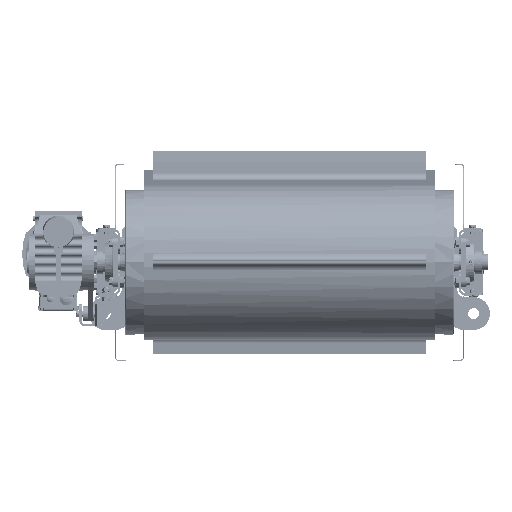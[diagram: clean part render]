
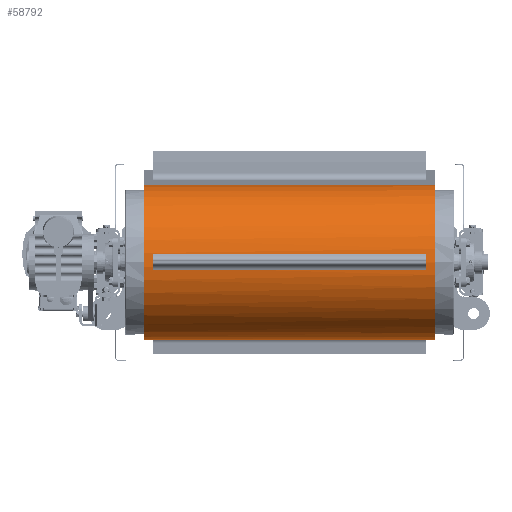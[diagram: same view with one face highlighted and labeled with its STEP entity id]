
A CAD part, left-side view. The second image highlights one B-rep face of the part: STEP entity #58792.
In plain terms, the highlighted cylindrical face has radius 213 mm (diameter 426 mm), a partial arc.
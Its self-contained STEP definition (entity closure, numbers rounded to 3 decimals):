
#2837=B_SPLINE_CURVE_WITH_KNOTS('',3,(#177831,#177832,#177833,#177834,#177835,
#177836,#177837,#177838,#177839,#177840,#177841,#177842,#177843,#177844),
 .UNSPECIFIED.,.F.,.F.,(4,1,1,1,1,1,1,1,1,1,1,4),(0.,0.106,0.182,
0.273,0.364,0.455,0.545,
0.636,0.727,0.818,0.894,
1.),.UNSPECIFIED.);
#7397=CYLINDRICAL_SURFACE('',#126058,213.);
#9914=FACE_OUTER_BOUND('',#17020,.F.);
#17020=EDGE_LOOP('',(#25843,#25844,#25845,#25846,#25847,#25848));
#25843=ORIENTED_EDGE('',*,*,#94255,.T.);
#25844=ORIENTED_EDGE('',*,*,#94220,.T.);
#25845=ORIENTED_EDGE('',*,*,#94213,.F.);
#25846=ORIENTED_EDGE('',*,*,#94239,.T.);
#25847=ORIENTED_EDGE('',*,*,#94205,.T.);
#25848=ORIENTED_EDGE('',*,*,#94237,.T.);
#58792=ADVANCED_FACE('',(#9914),#7397,.T.);
#71050=CIRCLE('',#125913,213.);
#71054=CIRCLE('',#125917,213.);
#71056=CIRCLE('',#125919,213.);
#77515=LINE('',#177781,#85856);
#77523=LINE('',#177789,#85864);
#85856=VECTOR('',#140444,800.);
#85864=VECTOR('',#140452,800.);
#94205=EDGE_CURVE('',#111049,#111048,#77515,.T.);
#94213=EDGE_CURVE('',#111043,#111042,#77523,.T.);
#94220=EDGE_CURVE('',#111037,#111042,#71050,.T.);
#94237=EDGE_CURVE('',#111048,#111021,#71054,.T.);
#94239=EDGE_CURVE('',#111043,#111049,#71056,.T.);
#94255=EDGE_CURVE('',#111021,#111037,#2837,.T.);
#111021=VERTEX_POINT('',#177675);
#111037=VERTEX_POINT('',#177691);
#111042=VERTEX_POINT('',#177696);
#111043=VERTEX_POINT('',#177697);
#111048=VERTEX_POINT('',#177702);
#111049=VERTEX_POINT('',#177703);
#125913=AXIS2_PLACEMENT_3D('',#177796,#140459,#140460);
#125917=AXIS2_PLACEMENT_3D('',#177813,#140480,#140481);
#125919=AXIS2_PLACEMENT_3D('',#177815,#140484,#140485);
#126058=AXIS2_PLACEMENT_3D('',#178186,#140966,#140967);
#140444=DIRECTION('',(0.,-1.,0.));
#140452=DIRECTION('',(0.,-1.,0.));
#140459=DIRECTION('',(0.,-1.,0.));
#140460=DIRECTION('',(-1.,0.,-0.005));
#140480=DIRECTION('',(0.,-1.,0.));
#140481=DIRECTION('',(-0.057,0.,0.998));
#140484=DIRECTION('',(0.,1.,0.));
#140485=DIRECTION('',(0.058,0.,-0.998));
#140966=DIRECTION('',(0.,-1.,0.));
#140967=DIRECTION('',(0.03,0.,1.));
#177675=CARTESIAN_POINT('',(-1227.998,-400.,1.));
#177691=CARTESIAN_POINT('',(-1227.998,-400.,-1.));
#177696=CARTESIAN_POINT('',(-1002.707,-400.,-212.645));
#177697=CARTESIAN_POINT('',(-1002.707,400.,-212.645));
#177702=CARTESIAN_POINT('',(-1027.098,-400.,212.656));
#177703=CARTESIAN_POINT('',(-1027.098,400.,212.656));
#177781=CARTESIAN_POINT('',(-1027.098,400.,212.656));
#177789=CARTESIAN_POINT('',(-1002.707,400.,-212.645));
#177796=CARTESIAN_POINT('',(-1015.,-400.,0.));
#177813=CARTESIAN_POINT('',(-1015.,-400.,0.));
#177815=CARTESIAN_POINT('',(-1015.,400.,0.));
#177831=CARTESIAN_POINT('',(-1227.998,-400.,1.));
#177832=CARTESIAN_POINT('',(-1227.998,-399.889,1.));
#177833=CARTESIAN_POINT('',(-1227.998,-399.699,0.968));
#177834=CARTESIAN_POINT('',(-1227.998,-399.44,0.842));
#177835=CARTESIAN_POINT('',(-1227.999,-399.234,0.664));
#177836=CARTESIAN_POINT('',(-1228.,-399.078,0.421));
#177837=CARTESIAN_POINT('',(-1228.,-398.997,0.144));
#177838=CARTESIAN_POINT('',(-1228.,-398.997,-0.144));
#177839=CARTESIAN_POINT('',(-1228.,-399.078,-0.421));
#177840=CARTESIAN_POINT('',(-1227.999,-399.234,-0.664));
#177841=CARTESIAN_POINT('',(-1227.998,-399.44,-0.842));
#177842=CARTESIAN_POINT('',(-1227.998,-399.699,-0.968));
#177843=CARTESIAN_POINT('',(-1227.998,-399.889,-1.));
#177844=CARTESIAN_POINT('',(-1227.998,-400.,-1.));
#178186=CARTESIAN_POINT('',(-1015.,-440.,0.));
